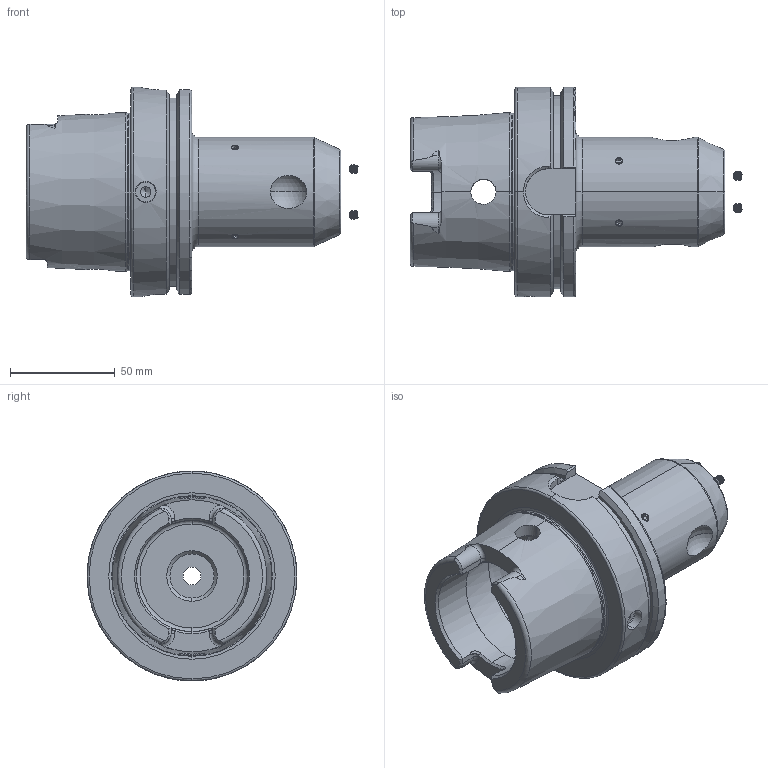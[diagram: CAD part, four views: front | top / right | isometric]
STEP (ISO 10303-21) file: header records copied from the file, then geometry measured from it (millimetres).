
FILE_DESCRIPTION (( 'STEP AP203' ), '1' );
FILE_NAME ('91100A-WK20100.STEP', '2023-04-29T13:33:49', ( '' ), ( '' ), 'SwSTEP 2.0', 'SolidWorks 2018', '' );
FILE_SCHEMA (( 'CONFIG_CONTROL_DESIGN' ));
Length unit declared in the file: millimetre
Products named in the file (5): GS-M16X16-DIN1835-B_ISO 4026 - M16 x 10-N; GS-M4X4_DIN 913 - M4 x 4-N; HSKA100EK20100WW; 91100A-WK20100
Assembly tree (11 placements, depth 3):
  91100A-WK20100
    HSKA100EK20100WW
      HSKA100EK20100WW
      GS-M16X16-DIN1835-B_ISO 4026 - M16 x 10-N
      GS-M4X4_DIN 913 - M4 x 4-N  x8
Bounding box: 158.11 x 100 x 100 mm (x, y, z)
Volume: 377233.3 mm3; surface area: 69366.4 mm2
Topology: 10 solids, 10 shells, 613 faces, 1551 edges, 971 vertices
Faces by surface type: cone 273, cylinder 160, plane 135, torus 33, bspline 10, sphere 2
Entity records: 11117 total; most frequent: CARTESIAN_POINT 3775, ORIENTED_EDGE 1418, DIRECTION 1376, EDGE_CURVE 709, AXIS2_PLACEMENT_3D 556, VERTEX_POINT 439, EDGE_LOOP 316, FACE_OUTER_BOUND 284
